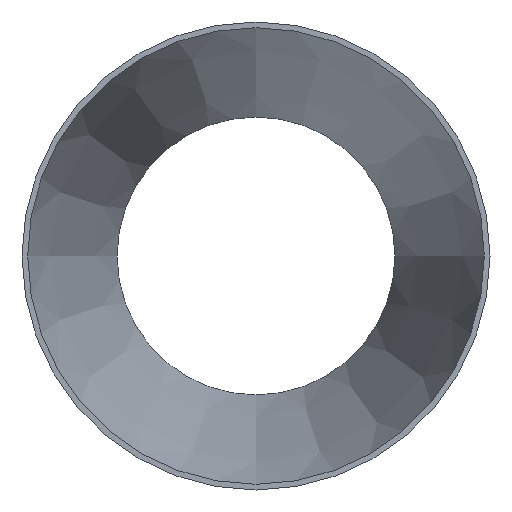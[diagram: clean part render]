
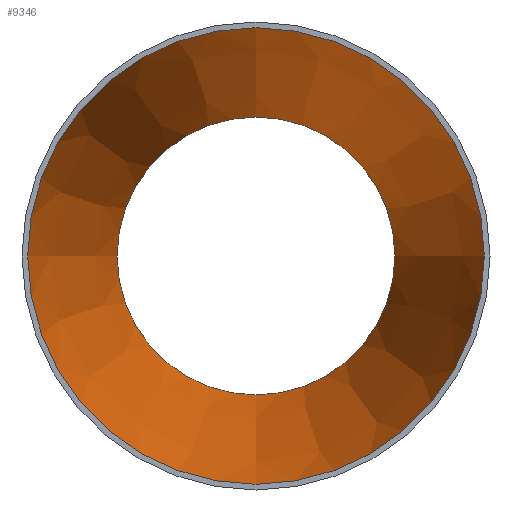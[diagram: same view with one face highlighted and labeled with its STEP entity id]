
A CAD part, front view. The second image highlights one B-rep face of the part: STEP entity #9346.
In plain terms, the highlighted conical face has half-angle 12.933 degrees and reference radius 82.098 mm.
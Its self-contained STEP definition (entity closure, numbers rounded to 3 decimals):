
#5735 = DIRECTION ( 'NONE',  ( 0., 0., -1. ) ) ;
#7342 = VERTEX_POINT ( 'NONE', #9811 ) ;
#7510 = DIRECTION ( 'NONE',  ( 0., -1., 0. ) ) ;
#7681 = AXIS2_PLACEMENT_3D ( 'NONE', #20164, #29547, #15587 ) ;
#9117 = FACE_OUTER_BOUND ( 'NONE', #25931, .T. ) ;
#9346 = ADVANCED_FACE ( 'NONE', ( #29999, #9117 ), #18470, .F. ) ;
#9655 = CARTESIAN_POINT ( 'NONE',  ( 0., 0., -82.098 ) ) ;
#9811 = CARTESIAN_POINT ( 'NONE',  ( 0., 140., -49.948 ) ) ;
#11972 = DIRECTION ( 'NONE',  ( 0., 0., -1. ) ) ;
#12231 = EDGE_LOOP ( 'NONE', ( #16581 ) ) ;
#13213 = AXIS2_PLACEMENT_3D ( 'NONE', #22305, #29544, #5735 ) ;
#15587 = DIRECTION ( 'NONE',  ( 0., 0., -1. ) ) ;
#15868 = ORIENTED_EDGE ( 'NONE', *, *, #20522, .T. ) ;
#16581 = ORIENTED_EDGE ( 'NONE', *, *, #29397, .F. ) ;
#17395 = CIRCLE ( 'NONE', #18378, 49.948 ) ;
#18378 = AXIS2_PLACEMENT_3D ( 'NONE', #23641, #7510, #11972 ) ;
#18470 = CONICAL_SURFACE ( 'NONE', #7681, 82.098, 0.226 ) ;
#20164 = CARTESIAN_POINT ( 'NONE',  ( 0., 0., 0. ) ) ;
#20522 = EDGE_CURVE ( 'NONE', #21617, #21617, #27906, .T. ) ;
#21617 = VERTEX_POINT ( 'NONE', #9655 ) ;
#22305 = CARTESIAN_POINT ( 'NONE',  ( 0., 0., 0. ) ) ;
#23641 = CARTESIAN_POINT ( 'NONE',  ( 0., 140., 0. ) ) ;
#25931 = EDGE_LOOP ( 'NONE', ( #15868 ) ) ;
#27906 = CIRCLE ( 'NONE', #13213, 82.098 ) ;
#29397 = EDGE_CURVE ( 'NONE', #7342, #7342, #17395, .T. ) ;
#29544 = DIRECTION ( 'NONE',  ( 0., -1., 0. ) ) ;
#29547 = DIRECTION ( 'NONE',  ( 0., -1., 0. ) ) ;
#29999 = FACE_BOUND ( 'NONE', #12231, .T. ) ;
